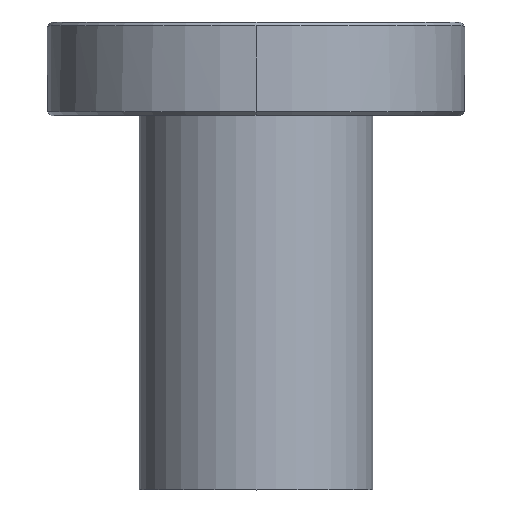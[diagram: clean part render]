
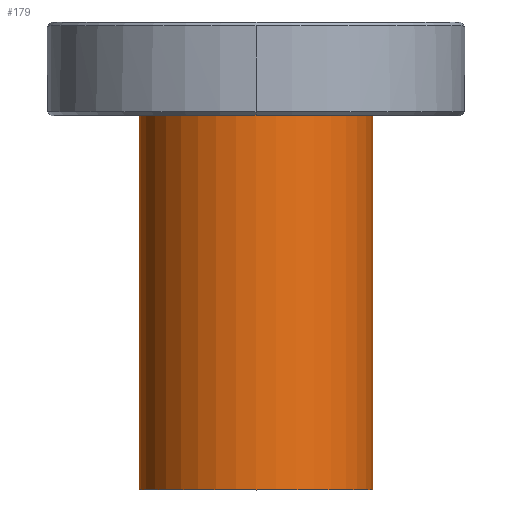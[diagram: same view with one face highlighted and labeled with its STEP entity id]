
A CAD part, top view. The second image highlights one B-rep face of the part: STEP entity #179.
In plain terms, the highlighted cylindrical face has radius 9.525 mm (diameter 19.05 mm), a partial arc.
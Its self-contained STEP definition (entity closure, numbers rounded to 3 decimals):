
#9 = DIRECTION ( 'NONE',  ( 0., 0., 1. ) ) ;
#56 = EDGE_LOOP ( 'NONE', ( #1189, #580, #1256, #368 ) ) ;
#84 = DIRECTION ( 'NONE',  ( 0., 0., 1. ) ) ;
#91 = AXIS2_PLACEMENT_3D ( 'NONE', #2352, #1175, #901 ) ;
#168 = VERTEX_POINT ( 'NONE', #654 ) ;
#179 = ADVANCED_FACE ( 'NONE', ( #540 ), #464, .T. ) ;
#324 = VECTOR ( 'NONE', #738, 1000. ) ;
#333 = VECTOR ( 'NONE', #84, 1000. ) ;
#345 = EDGE_CURVE ( 'NONE', #1554, #1903, #1877, .T. ) ;
#368 = ORIENTED_EDGE ( 'NONE', *, *, #1007, .F. ) ;
#387 = CIRCLE ( 'NONE', #1790, 9.525 ) ;
#464 = CYLINDRICAL_SURFACE ( 'NONE', #548, 9.525 ) ;
#540 = FACE_OUTER_BOUND ( 'NONE', #56, .T. ) ;
#548 = AXIS2_PLACEMENT_3D ( 'NONE', #1844, #9, #1002 ) ;
#558 = CIRCLE ( 'NONE', #91, 9.525 ) ;
#580 = ORIENTED_EDGE ( 'NONE', *, *, #1328, .T. ) ;
#627 = CARTESIAN_POINT ( 'NONE',  ( -9.525, 0., -33.4 ) ) ;
#654 = CARTESIAN_POINT ( 'NONE',  ( 9.525, 0., -33.4 ) ) ;
#738 = DIRECTION ( 'NONE',  ( 0., 0., 1. ) ) ;
#816 = VERTEX_POINT ( 'NONE', #945 ) ;
#860 = LINE ( 'NONE', #2367, #324 ) ;
#901 = DIRECTION ( 'NONE',  ( 1., 0., 0. ) ) ;
#945 = CARTESIAN_POINT ( 'NONE',  ( 9.525, 0., 0. ) ) ;
#1002 = DIRECTION ( 'NONE',  ( 1., 0., 0. ) ) ;
#1007 = EDGE_CURVE ( 'NONE', #1903, #816, #558, .T. ) ;
#1175 = DIRECTION ( 'NONE',  ( 0., 0., 1. ) ) ;
#1189 = ORIENTED_EDGE ( 'NONE', *, *, #345, .F. ) ;
#1221 = CARTESIAN_POINT ( 'NONE',  ( -9.525, 0., -33.4 ) ) ;
#1256 = ORIENTED_EDGE ( 'NONE', *, *, #2309, .T. ) ;
#1328 = EDGE_CURVE ( 'NONE', #1554, #168, #387, .T. ) ;
#1554 = VERTEX_POINT ( 'NONE', #1221 ) ;
#1790 = AXIS2_PLACEMENT_3D ( 'NONE', #2519, #2526, #2557 ) ;
#1844 = CARTESIAN_POINT ( 'NONE',  ( 0., 0., -33.4 ) ) ;
#1877 = LINE ( 'NONE', #627, #333 ) ;
#1903 = VERTEX_POINT ( 'NONE', #2301 ) ;
#2301 = CARTESIAN_POINT ( 'NONE',  ( -9.525, 0., 0. ) ) ;
#2309 = EDGE_CURVE ( 'NONE', #168, #816, #860, .T. ) ;
#2352 = CARTESIAN_POINT ( 'NONE',  ( 0., 0., 0. ) ) ;
#2367 = CARTESIAN_POINT ( 'NONE',  ( 9.525, 0., -33.4 ) ) ;
#2519 = CARTESIAN_POINT ( 'NONE',  ( 0., 0., -33.4 ) ) ;
#2526 = DIRECTION ( 'NONE',  ( 0., 0., 1. ) ) ;
#2557 = DIRECTION ( 'NONE',  ( 1., 0., 0. ) ) ;
